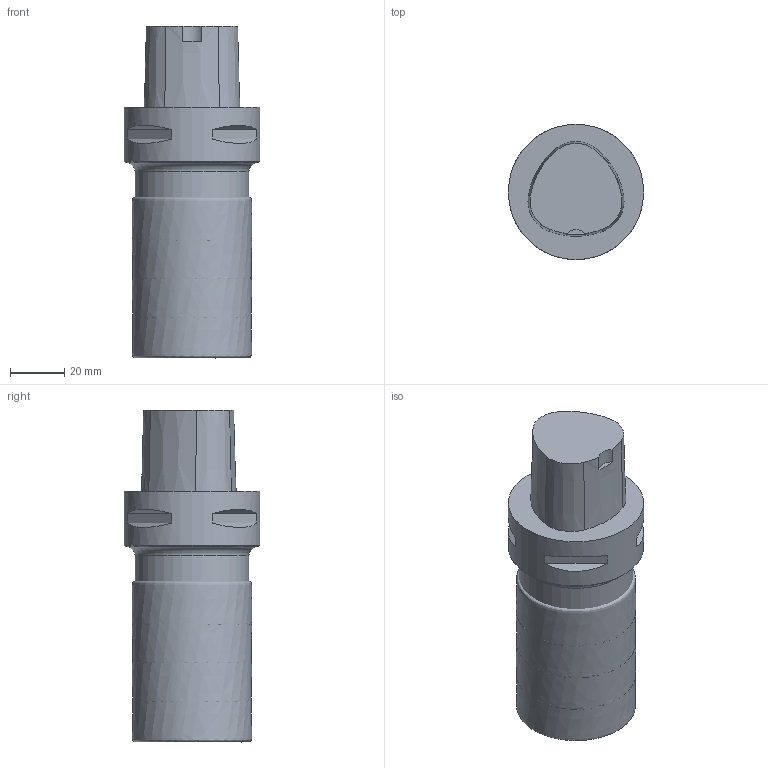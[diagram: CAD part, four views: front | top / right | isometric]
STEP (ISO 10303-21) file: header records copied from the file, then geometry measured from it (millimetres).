
FILE_DESCRIPTION(/* description */ (''),/* implementation_level */ '2;1');
FILE_NAME(/* name */ '1589447168582.stp',/* time_stamp */ '2020-05-14T14:36:53+05:00',/* author */ (''),/* organization */ ('SMS'),/* preprocessor_version */ 'ST-DEVELOPER v16.7',/* originating_system */ 'SIEMENS PLM Software NX 12.0',/* authorisation */ '');
FILE_SCHEMA (('AUTOMOTIVE_DESIGN { 1 0 10303 214 3 1 1 1 }'));
Length unit declared in the file: millimetre
Products named in the file (4): ASSEMBLY_CONSTRUCTION; 202613864mod000_01; 202989217mod000_00; 202989216mod000_00
Assembly tree (6 placements, depth 2):
  202989216mod000_00
    202989217mod000_00
    202613864mod000_01  x4
    ASSEMBLY_CONSTRUCTION
Bounding box: 50 x 50 x 122.59 mm (x, y, z)
Volume: 240508.9 mm3; surface area: 42015.7 mm2
Topology: 5 solids, 5 shells, 47 faces, 104 edges, 87 vertices
Faces by surface type: cone 18, plane 18, torus 4, bspline 4, cylinder 3
Full cylindrical faces by diameter (mm): 42.041 x1, 50 x1
Entity records: 21720 total; most frequent: CARTESIAN_POINT 20515, DIRECTION 240, ORIENTED_EDGE 138, AXIS2_PLACEMENT_3D 109, EDGE_CURVE 69, EDGE_LOOP 68, VERTEX_POINT 57, FACE_BOUND 50
